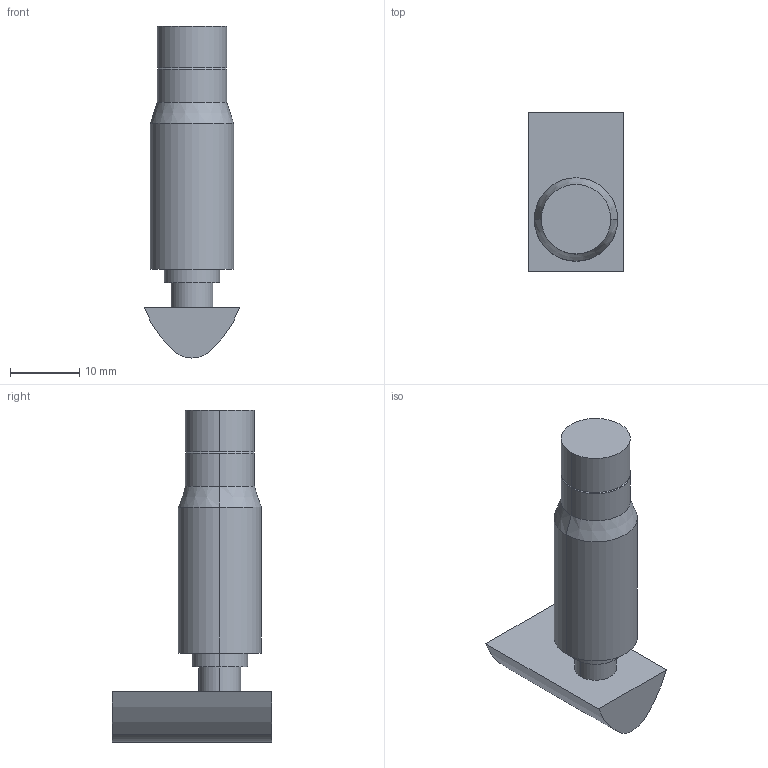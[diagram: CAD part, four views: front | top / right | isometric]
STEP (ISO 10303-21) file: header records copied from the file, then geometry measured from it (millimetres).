
FILE_DESCRIPTION (( 'STEP AP214' ), '1' );
FILE_NAME ('-7128080', '2019-02-04T10:14:32', ( '' ), ('JUGARD+KÜNSTNER GmbH'), 'SwSTEP 2.0', 'SolidWorks 2017', '' );
FILE_SCHEMA (( 'AUTOMOTIVE_DESIGN' ));
Length unit declared in the file: millimetre
Products named in the file (1): -7128080_CNAJF00
Bounding box: 13.8 x 23 x 47.8 mm (x, y, z)
Volume: 5297.7 mm3; surface area: 2446.8 mm2
Topology: 1 solids, 1 shells, 25 faces, 51 edges, 32 vertices
Faces by surface type: cylinder 14, plane 7, cone 4
Entity records: 701 total; most frequent: DIRECTION 133, CARTESIAN_POINT 109, ORIENTED_EDGE 102, AXIS2_PLACEMENT_3D 56, EDGE_CURVE 51, VERTEX_POINT 32, CIRCLE 30, EDGE_LOOP 29
